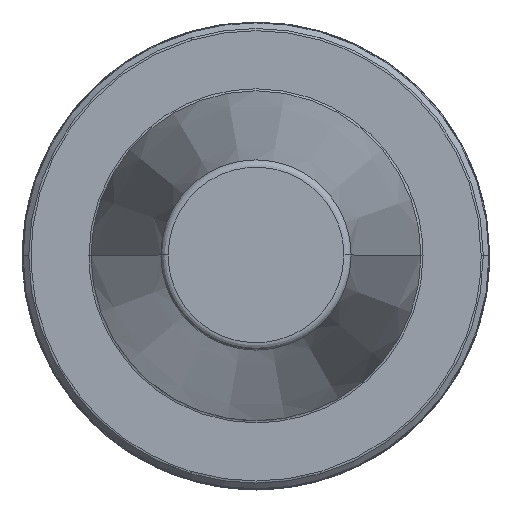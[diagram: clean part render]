
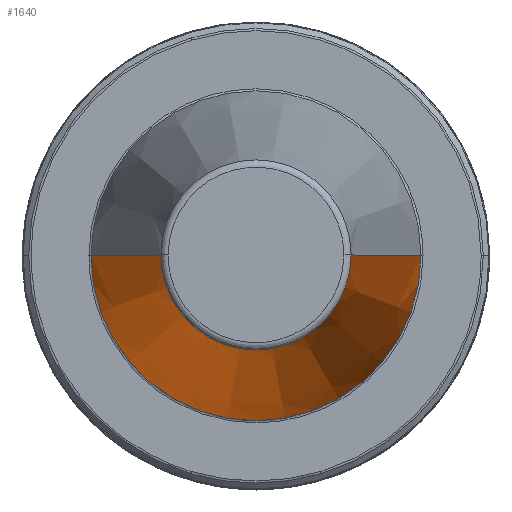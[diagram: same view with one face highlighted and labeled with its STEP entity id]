
A CAD part, top view. The second image highlights one B-rep face of the part: STEP entity #1640.
In plain terms, the highlighted conical face has half-angle 8.297 degrees and reference radius 12.812 mm.
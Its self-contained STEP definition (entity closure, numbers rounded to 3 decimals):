
#42 = VECTOR ( 'NONE', #2579, 1000. ) ;
#47 = LINE ( 'NONE', #1054, #42 ) ;
#488 = EDGE_CURVE ( 'NONE', #2176, #2423, #1147, .T. ) ;
#641 = DIRECTION ( 'NONE',  ( 0., 0., 1. ) ) ;
#737 = CONICAL_SURFACE ( 'NONE', #3023, 12.812, 0.145 ) ;
#750 = FACE_OUTER_BOUND ( 'NONE', #1932, .T. ) ;
#898 = VECTOR ( 'NONE', #2700, 1000. ) ;
#901 = LINE ( 'NONE', #3517, #898 ) ;
#916 = CARTESIAN_POINT ( 'NONE',  ( 119.397, 130.063, 223.774 ) ) ;
#930 = CARTESIAN_POINT ( 'NONE',  ( 97.172, 130.063, 159.229 ) ) ;
#965 = CIRCLE ( 'NONE', #2912, 22.225 ) ;
#1054 = CARTESIAN_POINT ( 'NONE',  ( 106.584, 130.063, 223.774 ) ) ;
#1081 = EDGE_CURVE ( 'NONE', #1292, #1549, #965, .T. ) ;
#1147 = CIRCLE ( 'NONE', #2162, 12.812 ) ;
#1240 = EDGE_CURVE ( 'NONE', #2423, #1549, #901, .T. ) ;
#1263 = CARTESIAN_POINT ( 'NONE',  ( 132.209, 130.063, 223.774 ) ) ;
#1274 = ORIENTED_EDGE ( 'NONE', *, *, #3599, .T. ) ;
#1292 = VERTEX_POINT ( 'NONE', #930 ) ;
#1430 = DIRECTION ( 'NONE',  ( 0., 0., -1. ) ) ;
#1455 = CARTESIAN_POINT ( 'NONE',  ( 106.584, 130.063, 223.774 ) ) ;
#1470 = CARTESIAN_POINT ( 'NONE',  ( 119.397, 130.063, 159.229 ) ) ;
#1549 = VERTEX_POINT ( 'NONE', #3099 ) ;
#1640 = ADVANCED_FACE ( 'NONE', ( #750 ), #737, .T. ) ;
#1745 = DIRECTION ( 'NONE',  ( -1., 0., 0. ) ) ;
#1798 = DIRECTION ( 'NONE',  ( 1., 0., 0. ) ) ;
#1833 = ORIENTED_EDGE ( 'NONE', *, *, #488, .F. ) ;
#1932 = EDGE_LOOP ( 'NONE', ( #3718, #1833, #1274, #2790 ) ) ;
#2162 = AXIS2_PLACEMENT_3D ( 'NONE', #916, #641, #2741 ) ;
#2176 = VERTEX_POINT ( 'NONE', #1455 ) ;
#2423 = VERTEX_POINT ( 'NONE', #1263 ) ;
#2579 = DIRECTION ( 'NONE',  ( -0.144, 0., -0.99 ) ) ;
#2700 = DIRECTION ( 'NONE',  ( 0.144, 0., -0.99 ) ) ;
#2741 = DIRECTION ( 'NONE',  ( -1., 0., 0. ) ) ;
#2790 = ORIENTED_EDGE ( 'NONE', *, *, #1081, .T. ) ;
#2905 = CARTESIAN_POINT ( 'NONE',  ( 119.397, 130.063, 223.774 ) ) ;
#2912 = AXIS2_PLACEMENT_3D ( 'NONE', #1470, #3481, #1798 ) ;
#3023 = AXIS2_PLACEMENT_3D ( 'NONE', #2905, #1430, #1745 ) ;
#3099 = CARTESIAN_POINT ( 'NONE',  ( 141.622, 130.063, 159.229 ) ) ;
#3481 = DIRECTION ( 'NONE',  ( 0., 0., 1. ) ) ;
#3517 = CARTESIAN_POINT ( 'NONE',  ( 132.209, 130.063, 223.774 ) ) ;
#3599 = EDGE_CURVE ( 'NONE', #2176, #1292, #47, .T. ) ;
#3718 = ORIENTED_EDGE ( 'NONE', *, *, #1240, .F. ) ;
